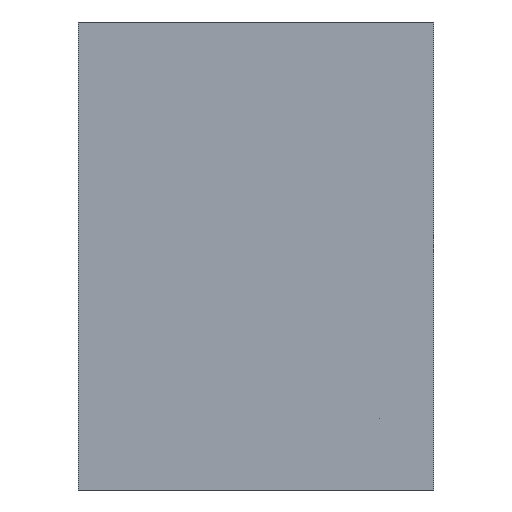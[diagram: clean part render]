
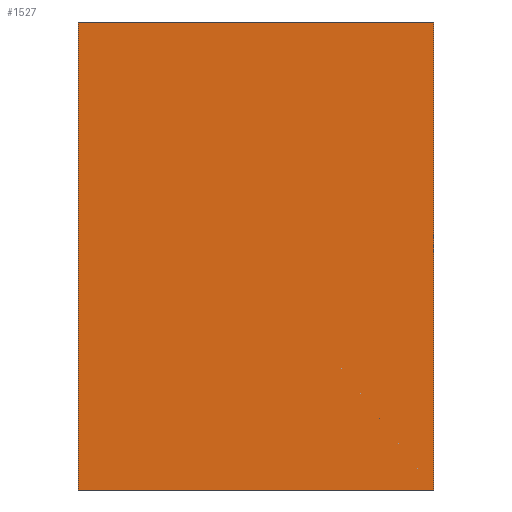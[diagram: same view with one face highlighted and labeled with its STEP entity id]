
A CAD part, front view. The second image highlights one B-rep face of the part: STEP entity #1527.
In plain terms, the highlighted planar face has unit normal (0, -1, 0).
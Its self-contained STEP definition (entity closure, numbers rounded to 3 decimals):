
#154 = LINE ( 'NONE', #155, #2494 ) ;
#155 = CARTESIAN_POINT ( 'NONE',  ( 20., 0., 25. ) ) ;
#156 = DIRECTION ( 'NONE',  ( 0., 0., -1. ) ) ;
#179 = LINE ( 'NONE', #180, #2501 ) ;
#180 = CARTESIAN_POINT ( 'NONE',  ( -18., 0., 25. ) ) ;
#181 = DIRECTION ( 'NONE',  ( 0., 0., 1. ) ) ;
#214 = LINE ( 'NONE', #215, #2514 ) ;
#215 = CARTESIAN_POINT ( 'NONE',  ( -18., 0., -25. ) ) ;
#216 = DIRECTION ( 'NONE',  ( -1., 0., 0. ) ) ;
#221 = LINE ( 'NONE', #222, #2517 ) ;
#222 = CARTESIAN_POINT ( 'NONE',  ( -18., 0., 25. ) ) ;
#223 = DIRECTION ( 'NONE',  ( 1., 0., 0. ) ) ;
#411 = ORIENTED_EDGE ( 'NONE', *, *, #1771, .F. ) ;
#412 = ORIENTED_EDGE ( 'NONE', *, *, #1776, .F. ) ;
#413 = ORIENTED_EDGE ( 'NONE', *, *, #1754, .F. ) ;
#414 = ORIENTED_EDGE ( 'NONE', *, *, #1746, .F. ) ;
#508 = FACE_OUTER_BOUND ( 'NONE', #2069, .T. ) ;
#527 = AXIS2_PLACEMENT_3D ( 'NONE', #714, #715, #716 ) ;
#713 = PLANE ( 'NONE',  #527 ) ;
#714 = CARTESIAN_POINT ( 'NONE',  ( 0., 0., 0. ) ) ;
#715 = DIRECTION ( 'NONE',  ( 0., -1., 0. ) ) ;
#716 = DIRECTION ( 'NONE',  ( 0., 0., -1. ) ) ;
#1371 = CARTESIAN_POINT ( 'NONE',  ( -18., 0., 25. ) ) ;
#1372 = CARTESIAN_POINT ( 'NONE',  ( 20., 0., 25. ) ) ;
#1382 = CARTESIAN_POINT ( 'NONE',  ( -18., 0., -25. ) ) ;
#1392 = CARTESIAN_POINT ( 'NONE',  ( 20., 0., -25. ) ) ;
#1527 = ADVANCED_FACE ( 'NONE', ( #508 ), #713, .T. ) ;
#1746 = EDGE_CURVE ( 'NONE', #2235, #2265, #154, .T. ) ;
#1754 = EDGE_CURVE ( 'NONE', #2253, #2234, #179, .T. ) ;
#1771 = EDGE_CURVE ( 'NONE', #2265, #2253, #214, .T. ) ;
#1776 = EDGE_CURVE ( 'NONE', #2234, #2235, #221, .T. ) ;
#2069 = EDGE_LOOP ( 'NONE', ( #414, #412, #413, #411 ) ) ;
#2234 = VERTEX_POINT ( 'NONE', #1371 ) ;
#2235 = VERTEX_POINT ( 'NONE', #1372 ) ;
#2253 = VERTEX_POINT ( 'NONE', #1382 ) ;
#2265 = VERTEX_POINT ( 'NONE', #1392 ) ;
#2494 = VECTOR ( 'NONE', #156, 1000. ) ;
#2501 = VECTOR ( 'NONE', #181, 1000. ) ;
#2514 = VECTOR ( 'NONE', #216, 1000. ) ;
#2517 = VECTOR ( 'NONE', #223, 1000. ) ;
